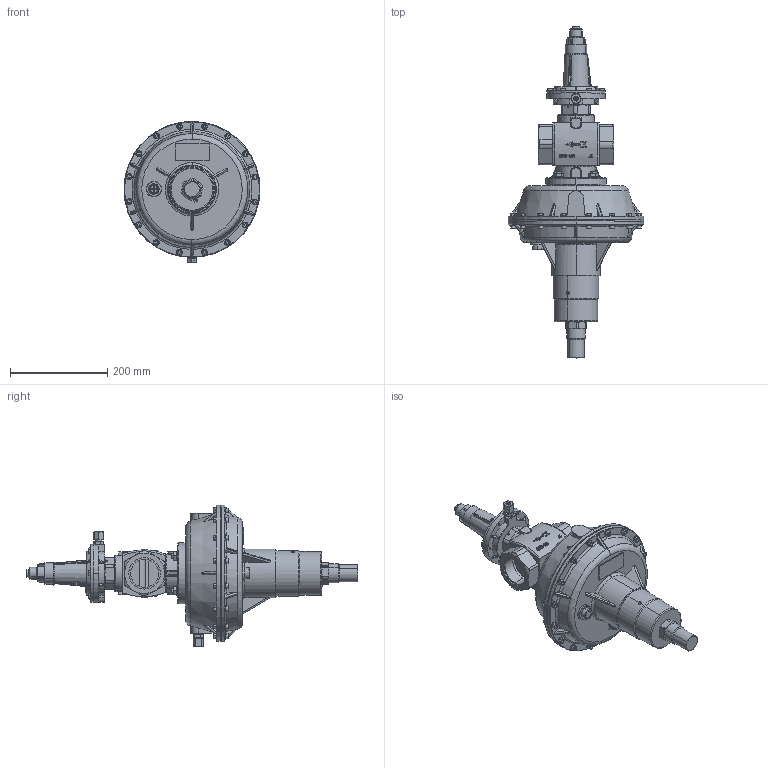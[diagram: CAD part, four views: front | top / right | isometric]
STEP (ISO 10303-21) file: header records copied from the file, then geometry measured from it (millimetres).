
FILE_DESCRIPTION (( 'STEP AP203' ), '1' );
FILE_NAME ('R50S.STEP', '2020-04-10T07:27:27', ( '' ), ( '' ), 'SwSTEP 2.0', 'SolidWorks 2017', '' );
FILE_SCHEMA (( 'CONFIG_CONTROL_DESIGN' ));
Length unit declared in the file: millimetre
Products named in the file (1): R50S
Bounding box: 280 x 683.9 x 291 mm (x, y, z)
Volume: 3517368.3 mm3; surface area: 985714.5 mm2
Topology: 90 solids, 90 shells, 2672 faces, 6600 edges, 4244 vertices
Faces by surface type: plane 1013, cylinder 895, cone 415, bspline 210, torus 125, sphere 14
Entity records: 101240 total; most frequent: CARTESIAN_POINT 39481, ORIENTED_EDGE 13172, DIRECTION 12234, EDGE_CURVE 6586, AXIS2_PLACEMENT_3D 4787, VERTEX_POINT 4244, EDGE_LOOP 3086, FACE_OUTER_BOUND 2672
